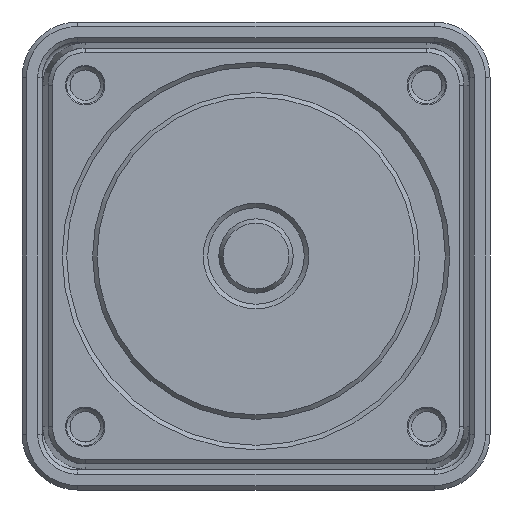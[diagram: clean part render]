
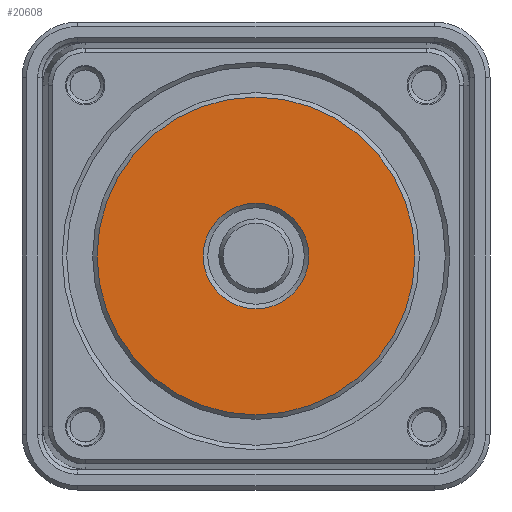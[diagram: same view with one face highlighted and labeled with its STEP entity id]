
A CAD part, front view. The second image highlights one B-rep face of the part: STEP entity #20608.
In plain terms, the highlighted planar face has unit normal (0, -1, 0).
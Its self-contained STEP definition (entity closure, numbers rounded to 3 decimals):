
#374=FACE_BOUND('',#2654,.T.);
#722=PLANE('',#22107);
#1470=FACE_OUTER_BOUND('',#2653,.T.);
#2653=EDGE_LOOP('',(#14631));
#2654=EDGE_LOOP('',(#14632));
#7376=CIRCLE('',#22106,3.55);
#7377=CIRCLE('',#22108,10.7);
#8638=VERTEX_POINT('',#31414);
#8639=VERTEX_POINT('',#31418);
#10855=EDGE_CURVE('',#8638,#8638,#7376,.T.);
#10856=EDGE_CURVE('',#8639,#8639,#7377,.T.);
#14631=ORIENTED_EDGE('',*,*,#10856,.T.);
#14632=ORIENTED_EDGE('',*,*,#10855,.T.);
#20608=ADVANCED_FACE('',(#1470,#374),#722,.T.);
#22106=AXIS2_PLACEMENT_3D('',#31416,#25383,#25384);
#22107=AXIS2_PLACEMENT_3D('',#31417,#25385,#25386);
#22108=AXIS2_PLACEMENT_3D('',#31419,#25387,#25388);
#25383=DIRECTION('center_axis',(0.,1.,0.));
#25384=DIRECTION('ref_axis',(0.,0.,
-1.));
#25385=DIRECTION('center_axis',(0.,-1.,0.));
#25386=DIRECTION('ref_axis',(0.,0.,
-1.));
#25387=DIRECTION('center_axis',(0.,-1.,0.));
#25388=DIRECTION('ref_axis',(0.,0.,
1.));
#31414=CARTESIAN_POINT('',(3.55,-56.6,0.));
#31416=CARTESIAN_POINT('Origin',(0.,-56.6,0.));
#31417=CARTESIAN_POINT('Origin',(0.,-56.6,0.));
#31418=CARTESIAN_POINT('',(10.7,-56.6,0.));
#31419=CARTESIAN_POINT('Origin',(0.,-56.6,0.));
